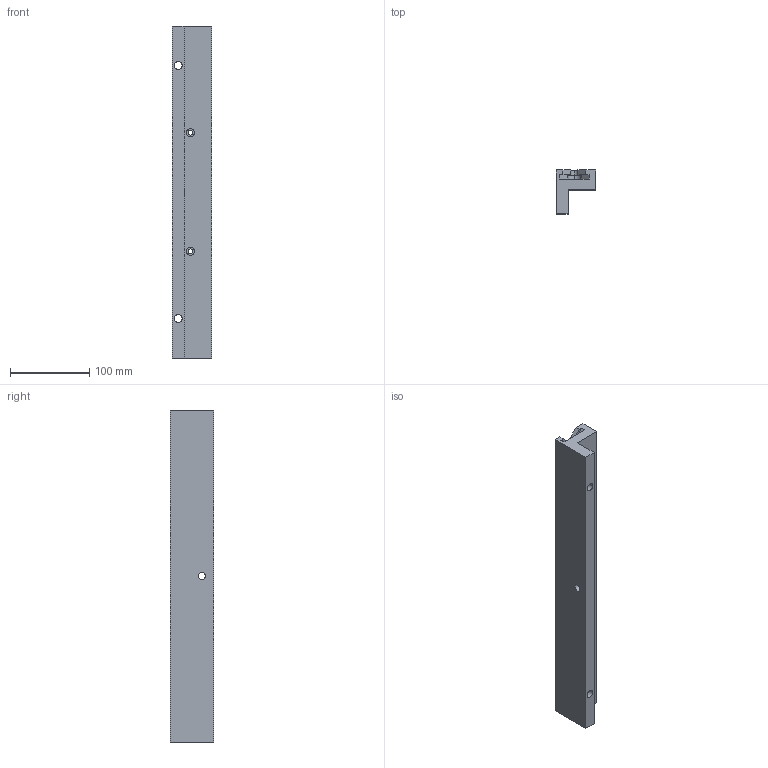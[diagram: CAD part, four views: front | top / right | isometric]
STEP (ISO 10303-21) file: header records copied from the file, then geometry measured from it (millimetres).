
FILE_DESCRIPTION( ( 'STEP AP203' ), '1' );
FILE_NAME( ' ', ' ', ( ' ' ), ( ' ' ), 'PSStep 10.1', ' ', ' ' );
FILE_SCHEMA( ( 'CONFIG_CONTROL_DESIGN' ) );
Length unit declared in the file: millimetre
Products named in the file (1): 1
Bounding box: 50 x 55 x 420 mm (x, y, z)
Volume: 641695.8 mm3; surface area: 111508.7 mm2
Topology: 1 solids, 1 shells, 31 faces, 84 edges, 57 vertices
Faces by surface type: plane 18, cylinder 11, bspline 2
Full cylindrical faces by diameter (mm): 6 x2, 9 x1, 10 x2, 10.25 x2
Entity records: 986 total; most frequent: CARTESIAN_POINT 182, DIRECTION 148, ORIENTED_EDGE 148, EDGE_CURVE 74, VERTEX_POINT 54, AXIS2_PLACEMENT_3D 52, EDGE_LOOP 50, LINE 44
